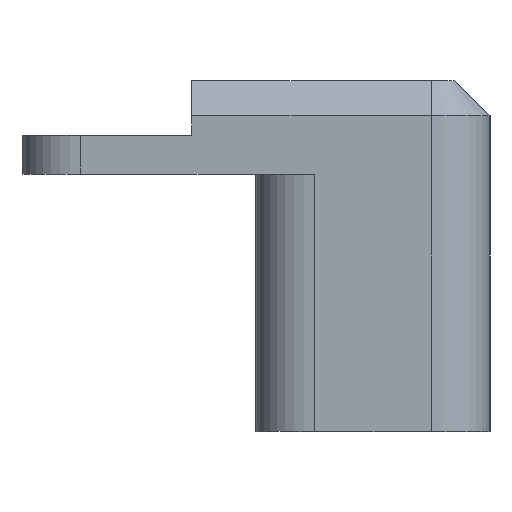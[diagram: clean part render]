
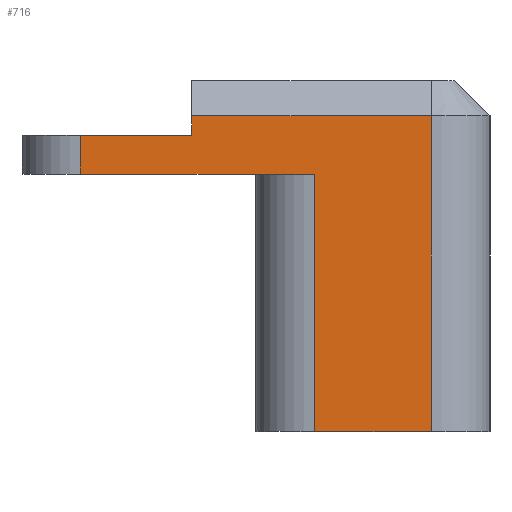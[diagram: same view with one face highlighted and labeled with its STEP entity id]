
A CAD part, left-side view. The second image highlights one B-rep face of the part: STEP entity #716.
In plain terms, the highlighted planar face has unit normal (-1, 0, 0).
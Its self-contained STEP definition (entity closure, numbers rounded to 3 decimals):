
#39=LINE('',#984,#78);
#40=LINE('',#987,#79);
#41=LINE('',#989,#80);
#42=LINE('',#991,#81);
#43=LINE('',#993,#82);
#44=LINE('',#995,#83);
#45=LINE('',#997,#84);
#46=LINE('',#999,#85);
#78=VECTOR('',#826,1000.);
#79=VECTOR('',#827,1000.);
#80=VECTOR('',#828,1000.);
#81=VECTOR('',#829,1000.);
#82=VECTOR('',#830,1000.);
#83=VECTOR('',#831,1000.);
#84=VECTOR('',#832,1000.);
#85=VECTOR('',#833,1000.);
#121=ORIENTED_EDGE('',*,*,#255,.T.);
#122=ORIENTED_EDGE('',*,*,#256,.T.);
#123=ORIENTED_EDGE('',*,*,#257,.F.);
#124=ORIENTED_EDGE('',*,*,#258,.T.);
#125=ORIENTED_EDGE('',*,*,#259,.T.);
#126=ORIENTED_EDGE('',*,*,#260,.T.);
#127=ORIENTED_EDGE('',*,*,#261,.T.);
#128=ORIENTED_EDGE('',*,*,#262,.T.);
#255=EDGE_CURVE('',#322,#323,#39,.F.);
#256=EDGE_CURVE('',#323,#324,#40,.T.);
#257=EDGE_CURVE('',#325,#324,#41,.T.);
#258=EDGE_CURVE('',#325,#326,#42,.T.);
#259=EDGE_CURVE('',#326,#327,#43,.T.);
#260=EDGE_CURVE('',#327,#328,#44,.T.);
#261=EDGE_CURVE('',#328,#329,#45,.F.);
#262=EDGE_CURVE('',#329,#322,#46,.T.);
#322=VERTEX_POINT('',#985);
#323=VERTEX_POINT('',#986);
#324=VERTEX_POINT('',#988);
#325=VERTEX_POINT('',#990);
#326=VERTEX_POINT('',#992);
#327=VERTEX_POINT('',#994);
#328=VERTEX_POINT('',#996);
#329=VERTEX_POINT('',#998);
#393=EDGE_LOOP('',(#121,#122,#123,#124,#125,#126,#127,#128));
#442=FACE_BOUND('',#393,.T.);
#489=PLANE('',#755);
#716=ADVANCED_FACE('',(#442),#489,.F.);
#755=AXIS2_PLACEMENT_3D('',#983,#824,#825);
#824=DIRECTION('',(1.,0.,0.));
#825=DIRECTION('',(0.,0.,-1.));
#826=DIRECTION('',(0.,0.,-1.));
#827=DIRECTION('',(0.,1.,0.));
#828=DIRECTION('',(0.,0.,1.));
#829=DIRECTION('',(0.,1.,0.));
#830=DIRECTION('',(0.,0.,-1.));
#831=DIRECTION('',(0.,-1.,0.));
#832=DIRECTION('',(0.,0.,1.));
#833=DIRECTION('',(0.,-1.,0.));
#983=CARTESIAN_POINT('',(-87.5,20.,8.));
#984=CARTESIAN_POINT('',(-87.5,-15.,8.));
#985=CARTESIAN_POINT('',(-87.5,-15.,-22.));
#986=CARTESIAN_POINT('',(-87.5,-15.,5.));
#987=CARTESIAN_POINT('',(-87.5,5.5,5.));
#988=CARTESIAN_POINT('',(-87.5,5.5,5.));
#989=CARTESIAN_POINT('',(-87.5,5.5,3.3));
#990=CARTESIAN_POINT('',(-87.5,5.5,3.3));
#991=CARTESIAN_POINT('',(-87.5,5.5,3.3));
#992=CARTESIAN_POINT('',(-87.5,15.,3.3));
#993=CARTESIAN_POINT('',(-87.5,15.,8.));
#994=CARTESIAN_POINT('',(-87.5,15.,0.));
#995=CARTESIAN_POINT('',(-87.5,20.,0.));
#996=CARTESIAN_POINT('',(-87.5,-5.,0.));
#997=CARTESIAN_POINT('',(-87.5,-5.,-22.));
#998=CARTESIAN_POINT('',(-87.5,-5.,-22.));
#999=CARTESIAN_POINT('',(-87.5,0.,-22.));
